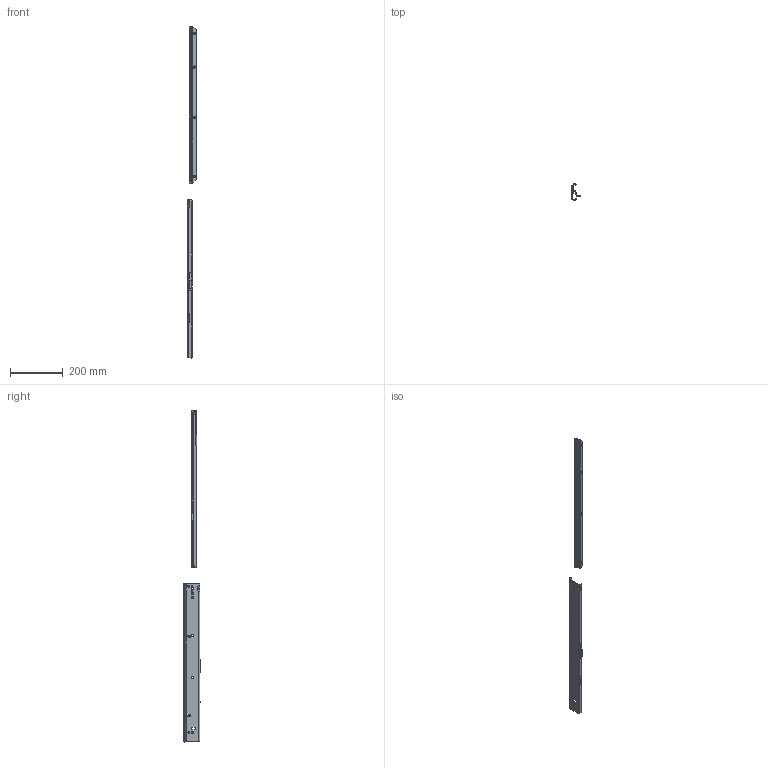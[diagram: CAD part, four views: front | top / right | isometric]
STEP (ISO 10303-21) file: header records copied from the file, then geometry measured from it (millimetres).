
FILE_DESCRIPTION (( 'STEP AP214' ), '1' );
FILE_NAME ('FR_796.600-GA.L500_Ind-0_open.STEP', '2024-01-15T11:29:42', ( '' ), ( '' ), 'SwSTEP 2.0', 'SolidWorks 2023', '' );
FILE_SCHEMA (( 'AUTOMOTIVE_DESIGN' ));
Length unit declared in the file: millimetre
Products named in the file (6): CS# 795.XXX-01.A173_NL  600; CS# 795.XXX-01.0000_NL  600; PG-033; FR_796.600-GA.L500_Ind-0_open; CS# 796.XXX-03.A170_NL  600; CS# 796.XXX-03.0000_NL  600
Assembly tree (5 placements, depth 3):
  FR_796.600-GA.L500_Ind-0_open
    CS# 795.XXX-01.0000_NL  600
      CS# 795.XXX-01.A173_NL  600
      PG-033
    CS# 796.XXX-03.0000_NL  600
      CS# 796.XXX-03.A170_NL  600
Bounding box: 31.5 x 62.55 x 1259.99 mm (x, y, z)
Volume: 117645.8 mm3; surface area: 162680.8 mm2
Topology: 3 solids, 3 shells, 1306 faces, 3570 edges, 2249 vertices
Faces by surface type: cylinder 551, plane 424, cone 145, bspline 94, torus 72, sphere 20
Entity records: 45016 total; most frequent: CARTESIAN_POINT 12888, ORIENTED_EDGE 7078, DIRECTION 6355, EDGE_CURVE 3539, AXIS2_PLACEMENT_3D 2355, VERTEX_POINT 2249, LINE 1645, VECTOR 1645
